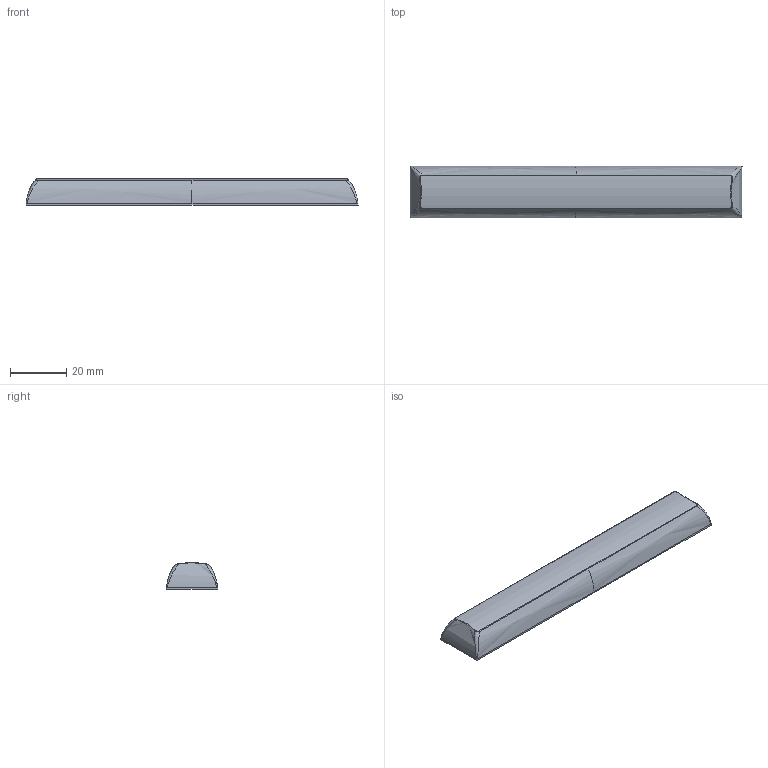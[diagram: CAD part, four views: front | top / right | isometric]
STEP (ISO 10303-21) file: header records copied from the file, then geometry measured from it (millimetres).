
FILE_DESCRIPTION(/* description */ ('STEP AP242','CAx-IF Rec.Pracs.---Representation and Presentation of Product Manufacturing Information (PMI)---4.0---2014-10-13','CAx-IF Rec.Pracs.---3D Tessellated Geometry---0.4---2014-09-14','2;1'),/* implementation_level */ '2;1');
FILE_NAME(/* name */ 'KAM-3Dtemplates-124 - CAO251C179B836v (3)',/* time_stamp */ '2025-01-24T18:53:24Z',/* author */ (''),/* organization */ (''),/* preprocessor_version */ 'ST-DEVELOPER v20',/* originating_system */ 'ONSHAPE BY PTC INC, 1.192',/* authorisation */ ' ');
FILE_SCHEMA (('AP242_MANAGED_MODEL_BASED_3D_ENGINEERING_MIM_LF { 1 0 10303 442 1 1 4 }'));
Length unit declared in the file: metre
Products named in the file (1): CAO251C179B836v
Bounding box: 117.92 x 18.27 x 9.44 mm (x, y, z)
Volume: 6441.7 mm3; surface area: 8694.1 mm2
Topology: 1 solids, 1 shells, 225 faces, 574 edges, 364 vertices
Faces by surface type: plane 189, bspline 26, cylinder 10
Full cylindrical faces by diameter (mm): 5.2 x6
Entity records: 7658 total; most frequent: CARTESIAN_POINT 2435, ORIENTED_EDGE 1124, DIRECTION 945, EDGE_CURVE 562, LINE 485, VECTOR 485, VERTEX_POINT 358, EDGE_LOOP 244
